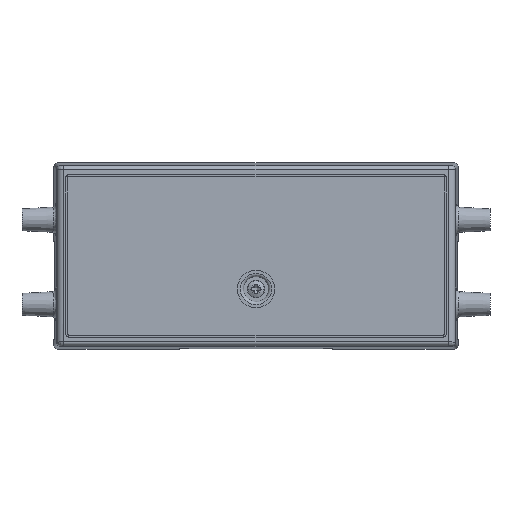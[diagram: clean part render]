
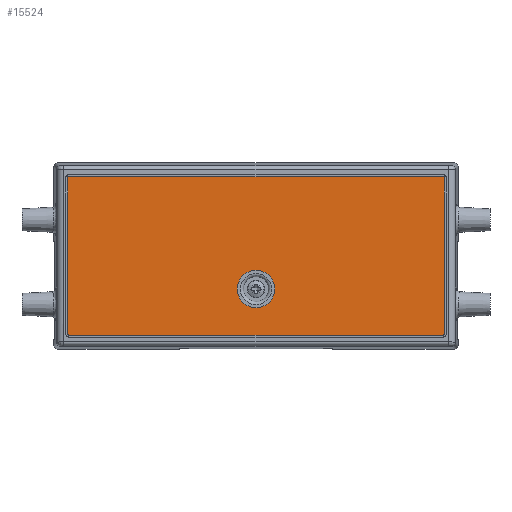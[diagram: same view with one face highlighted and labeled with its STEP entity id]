
A CAD part, top view. The second image highlights one B-rep face of the part: STEP entity #15524.
In plain terms, the highlighted planar face has unit normal (0, 0, 1).
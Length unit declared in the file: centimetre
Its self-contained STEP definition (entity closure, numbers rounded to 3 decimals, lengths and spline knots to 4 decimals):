
#15203=CARTESIAN_POINT('',(6.04,2.5,1.77));
#15204=VERTEX_POINT('',#15203);
#15205=CARTESIAN_POINT('',(6.04,-2.5,1.77));
#15206=VERTEX_POINT('',#15205);
#15207=CARTESIAN_POINT('',(6.04,12342.5,1.77));
#15208=DIRECTION('',(-0.,-1.,0.));
#15209=VECTOR('',#15208,24690.);
#15210=LINE('',#15207,#15209);
#15211=EDGE_CURVE('',#15204,#15206,#15210,.T.);
#15243=CARTESIAN_POINT('',(6.,-2.54,1.77));
#15244=VERTEX_POINT('',#15243);
#15245=CARTESIAN_POINT('',(6.,-2.5,1.77));
#15246=DIRECTION('',(0.,-0.,-1.));
#15247=DIRECTION('',(1.,0.,0.));
#15248=AXIS2_PLACEMENT_3D('',#15245,#15246,#15247);
#15249=CIRCLE('',#15248,0.04);
#15250=EDGE_CURVE('',#15206,#15244,#15249,.T.);
#15276=CARTESIAN_POINT('',(-6.,-2.54,1.77));
#15277=VERTEX_POINT('',#15276);
#15278=CARTESIAN_POINT('',(12339.,-2.54,1.77));
#15279=DIRECTION('',(-1.,0.,0.));
#15280=VECTOR('',#15279,24690.);
#15281=LINE('',#15278,#15280);
#15282=EDGE_CURVE('',#15244,#15277,#15281,.T.);
#15307=CARTESIAN_POINT('',(-6.04,-2.5,1.77));
#15308=VERTEX_POINT('',#15307);
#15309=CARTESIAN_POINT('',(-6.,-2.5,1.77));
#15310=DIRECTION('',(0.,-0.,-1.));
#15311=DIRECTION('',(1.,0.,0.));
#15312=AXIS2_PLACEMENT_3D('',#15309,#15310,#15311);
#15313=CIRCLE('',#15312,0.04);
#15314=EDGE_CURVE('',#15277,#15308,#15313,.T.);
#15340=CARTESIAN_POINT('',(-6.04,2.5,1.77));
#15341=VERTEX_POINT('',#15340);
#15342=CARTESIAN_POINT('',(-6.04,-12342.5,1.77));
#15343=DIRECTION('',(0.,1.,0.));
#15344=VECTOR('',#15343,24690.);
#15345=LINE('',#15342,#15344);
#15346=EDGE_CURVE('',#15308,#15341,#15345,.T.);
#15371=CARTESIAN_POINT('',(-6.,2.54,1.77));
#15372=VERTEX_POINT('',#15371);
#15373=CARTESIAN_POINT('',(-6.,2.5,1.77));
#15374=DIRECTION('',(0.,-0.,-1.));
#15375=DIRECTION('',(1.,0.,0.));
#15376=AXIS2_PLACEMENT_3D('',#15373,#15374,#15375);
#15377=CIRCLE('',#15376,0.04);
#15378=EDGE_CURVE('',#15341,#15372,#15377,.T.);
#15404=CARTESIAN_POINT('',(6.,2.54,1.77));
#15405=VERTEX_POINT('',#15404);
#15406=CARTESIAN_POINT('',(-12339.,2.54,1.77));
#15407=DIRECTION('',(1.,-0.,0.));
#15408=VECTOR('',#15407,24690.);
#15409=LINE('',#15406,#15408);
#15410=EDGE_CURVE('',#15372,#15405,#15409,.T.);
#15435=CARTESIAN_POINT('',(6.,2.5,1.77));
#15436=DIRECTION('',(0.,-0.,-1.));
#15437=DIRECTION('',(1.,0.,0.));
#15438=AXIS2_PLACEMENT_3D('',#15435,#15436,#15437);
#15439=CIRCLE('',#15438,0.04);
#15440=EDGE_CURVE('',#15405,#15204,#15439,.T.);
#15459=CARTESIAN_POINT('',(-0.54,-1.0616,1.77));
#15460=VERTEX_POINT('',#15459);
#15469=CARTESIAN_POINT('',(0.54,-1.0616,1.77));
#15470=VERTEX_POINT('',#15469);
#15471=CARTESIAN_POINT('',(-0.,-1.0616,1.77));
#15472=DIRECTION('',(-0.,0.,1.));
#15473=DIRECTION('',(1.,0.,0.));
#15474=AXIS2_PLACEMENT_3D('',#15471,#15472,#15473);
#15475=CIRCLE('',#15474,0.54);
#15476=EDGE_CURVE('',#15460,#15470,#15475,.T.);
#15478=CARTESIAN_POINT('',(-0.,-1.0616,1.77));
#15479=DIRECTION('',(-0.,0.,1.));
#15480=DIRECTION('',(1.,0.,0.));
#15481=AXIS2_PLACEMENT_3D('',#15478,#15479,#15480);
#15482=CIRCLE('',#15481,0.54);
#15483=EDGE_CURVE('',#15470,#15460,#15482,.T.);
#15505=CARTESIAN_POINT('',(-0.,0.,1.77));
#15506=DIRECTION('',(0.,0.,1.));
#15507=DIRECTION('',(1.,0.,0.));
#15508=AXIS2_PLACEMENT_3D('',#15505,#15506,#15507);
#15509=PLANE('',#15508);
#15510=ORIENTED_EDGE('',*,*,#15476,.F.);
#15511=ORIENTED_EDGE('',*,*,#15483,.F.);
#15512=EDGE_LOOP('',(#15510,#15511));
#15513=FACE_BOUND('',#15512,.T.);
#15514=ORIENTED_EDGE('',*,*,#15211,.F.);
#15515=ORIENTED_EDGE('',*,*,#15440,.F.);
#15516=ORIENTED_EDGE('',*,*,#15410,.F.);
#15517=ORIENTED_EDGE('',*,*,#15378,.F.);
#15518=ORIENTED_EDGE('',*,*,#15346,.F.);
#15519=ORIENTED_EDGE('',*,*,#15314,.F.);
#15520=ORIENTED_EDGE('',*,*,#15282,.F.);
#15521=ORIENTED_EDGE('',*,*,#15250,.F.);
#15522=EDGE_LOOP('',(#15514,#15515,#15516,#15517,#15518,#15519,#15520,#15521));
#15523=FACE_BOUND('',#15522,.T.);
#15524=ADVANCED_FACE('',(#15513,#15523),#15509,.T.);
